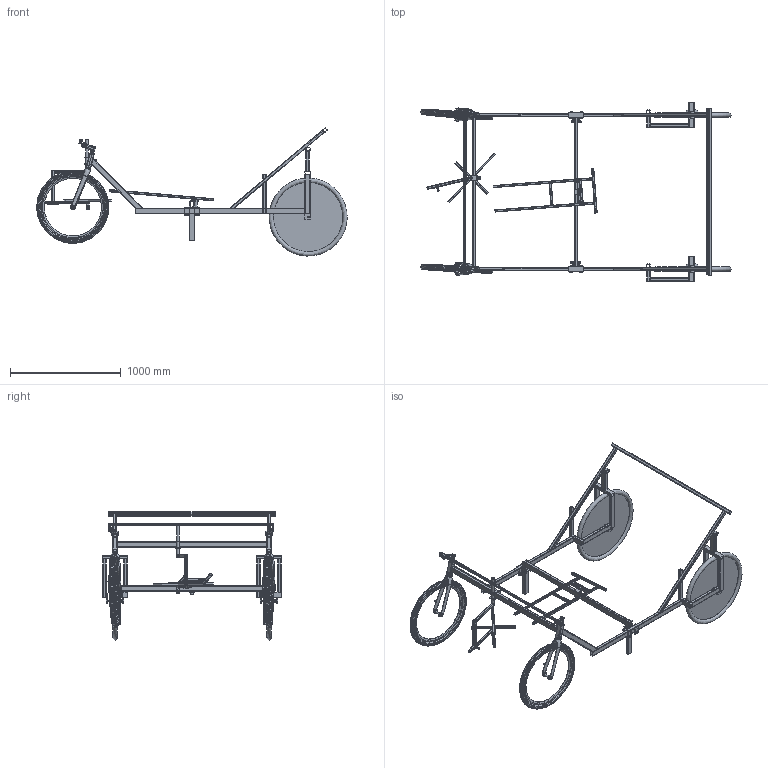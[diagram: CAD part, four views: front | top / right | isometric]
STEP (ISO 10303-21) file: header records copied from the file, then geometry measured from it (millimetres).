
FILE_DESCRIPTION(('FreeCAD Model'),'2;1');
FILE_NAME('teste.step','2020-04-13T15:49:45',('Author'),(''), 'Open CASCADE STEP processor 7.3','FreeCAD','Unknown');
FILE_SCHEMA(('AUTOMOTIVE_DESIGN { 1 0 10303 214 1 1 1 1 }'));
Length unit declared in the file: millimetre
Products named in the file (18): litdetravail; support_lit; L_001; MB_002; B_001; MB_001; roues; roue_arr_002; roue_arr_001; support_caisse; M_001; S_001; chassie; A_001; direction; fourcheg_001; fourched_001; D4R_001
Assembly tree (17 placements, depth 3):
  litdetravail
    support_lit
      L_001
      MB_002
      B_001
      MB_001
    roues
      roue_arr_002
      roue_arr_001
    support_caisse
      M_001
      S_001
    chassie
      A_001
    direction
      fourcheg_001
      fourched_001
      D4R_001
Bounding box: 2800.43 x 1610 x 1156.15 mm (x, y, z)
Volume: 12668682.1 mm3; surface area: 8236079.1 mm2
Topology: 87 solids, 141 shells, 2314 faces, 5641 edges, 3602 vertices
Faces by surface type: plane 1100, cylinder 640, cone 272, bspline 236, torus 36, sphere 20, revolution 10
Full cylindrical faces by diameter (mm): 5 x24, 7 x12, 9 x4, 10.106 x2, 10.25 x6, 12 x12, 12.833 x6, 12.98 x2, 13 x14, 15 x4, 16 x1, 16.7 x8, 17.982 x6, 18 x4, 18.76 x6, 20 x6, 21 x1, 25 x1, 26 x2, 34 x4, 34.54 x2, 38.54 x2, 40 x4, 519 x2, 569 x2, 571 x2
Entity records: 337475 total; most frequent: CARTESIAN_POINT 225728, DIRECTION 18539, ORIENTED_EDGE 11172, PCURVE 11172, DEFINITIONAL_REPRESENTATION 11172, LINE 10412, VECTOR 10412, EDGE_CURVE 5609
